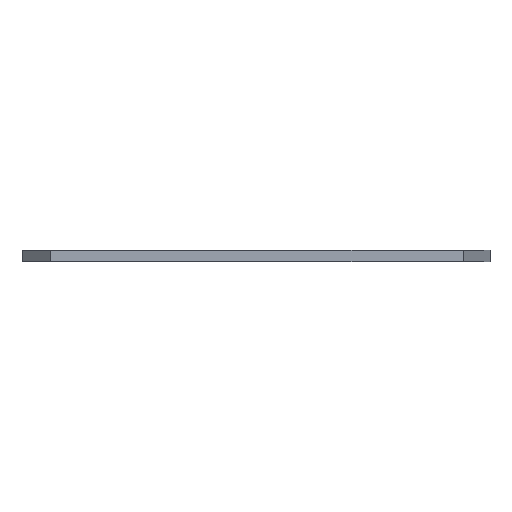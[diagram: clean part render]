
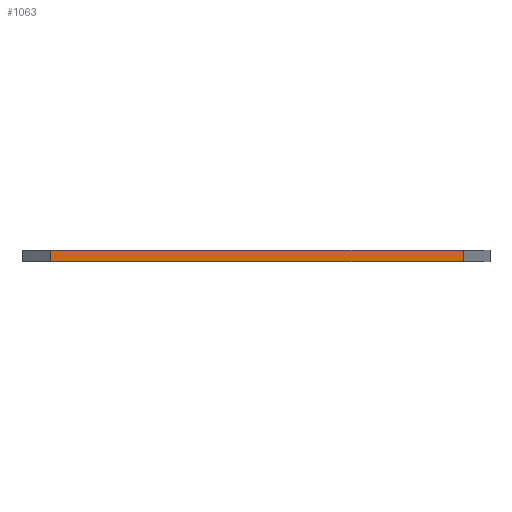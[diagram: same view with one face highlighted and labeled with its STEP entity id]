
A CAD part, front view. The second image highlights one B-rep face of the part: STEP entity #1063.
In plain terms, the highlighted planar face has unit normal (0, -1, 0).
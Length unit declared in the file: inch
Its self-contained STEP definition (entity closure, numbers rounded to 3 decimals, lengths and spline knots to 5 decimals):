
#2 = PLANE ( 'NONE',  #517 ) ;
#45 = VERTEX_POINT ( 'NONE', #1012 ) ;
#88 = FACE_OUTER_BOUND ( 'NONE', #753, .T. ) ;
#118 = DIRECTION ( 'NONE',  ( 0., 0., -1. ) ) ;
#137 = DIRECTION ( 'NONE',  ( 1., 0., 0. ) ) ;
#200 = VERTEX_POINT ( 'NONE', #932 ) ;
#234 = LINE ( 'NONE', #1157, #540 ) ;
#263 = CARTESIAN_POINT ( 'NONE',  ( 0.11449, -0.5, -0.04921 ) ) ;
#280 = LINE ( 'NONE', #1064, #325 ) ;
#307 = EDGE_CURVE ( 'NONE', #45, #669, #280, .T. ) ;
#325 = VECTOR ( 'NONE', #965, 39.37008 ) ;
#330 = VERTEX_POINT ( 'NONE', #263 ) ;
#345 = EDGE_CURVE ( 'NONE', #669, #330, #751, .T. ) ;
#380 = LINE ( 'NONE', #964, #1173 ) ;
#386 = DIRECTION ( 'NONE',  ( 1., 0., 0. ) ) ;
#517 = AXIS2_PLACEMENT_3D ( 'NONE', #1023, #1277, #1374 ) ;
#540 = VECTOR ( 'NONE', #118, 39.37008 ) ;
#621 = ORIENTED_EDGE ( 'NONE', *, *, #307, .T. ) ;
#632 = CARTESIAN_POINT ( 'NONE',  ( 0., -0.5, -0.04921 ) ) ;
#669 = VERTEX_POINT ( 'NONE', #947 ) ;
#751 = LINE ( 'NONE', #632, #957 ) ;
#753 = EDGE_LOOP ( 'NONE', ( #865, #621, #1403, #1288 ) ) ;
#779 = EDGE_CURVE ( 'NONE', #45, #200, #380, .T. ) ;
#865 = ORIENTED_EDGE ( 'NONE', *, *, #779, .F. ) ;
#932 = CARTESIAN_POINT ( 'NONE',  ( 0.11449, -0.5, 0.04921 ) ) ;
#947 = CARTESIAN_POINT ( 'NONE',  ( -3.49, -0.5, -0.04921 ) ) ;
#957 = VECTOR ( 'NONE', #137, 39.37008 ) ;
#964 = CARTESIAN_POINT ( 'NONE',  ( 0., -0.5, 0.04921 ) ) ;
#965 = DIRECTION ( 'NONE',  ( 0., 0., -1. ) ) ;
#1012 = CARTESIAN_POINT ( 'NONE',  ( -3.49, -0.5, 0.04921 ) ) ;
#1023 = CARTESIAN_POINT ( 'NONE',  ( 0., -0.5, 0.04921 ) ) ;
#1063 = ADVANCED_FACE ( 'NONE', ( #88 ), #2, .F. ) ;
#1064 = CARTESIAN_POINT ( 'NONE',  ( -3.49, -0.5, -0.04921 ) ) ;
#1124 = EDGE_CURVE ( 'NONE', #200, #330, #234, .T. ) ;
#1157 = CARTESIAN_POINT ( 'NONE',  ( 0.11449, -0.5, 0.04921 ) ) ;
#1173 = VECTOR ( 'NONE', #386, 39.37008 ) ;
#1277 = DIRECTION ( 'NONE',  ( 0., 1., 0. ) ) ;
#1288 = ORIENTED_EDGE ( 'NONE', *, *, #1124, .F. ) ;
#1374 = DIRECTION ( 'NONE',  ( 0., 0., 1. ) ) ;
#1403 = ORIENTED_EDGE ( 'NONE', *, *, #345, .T. ) ;
